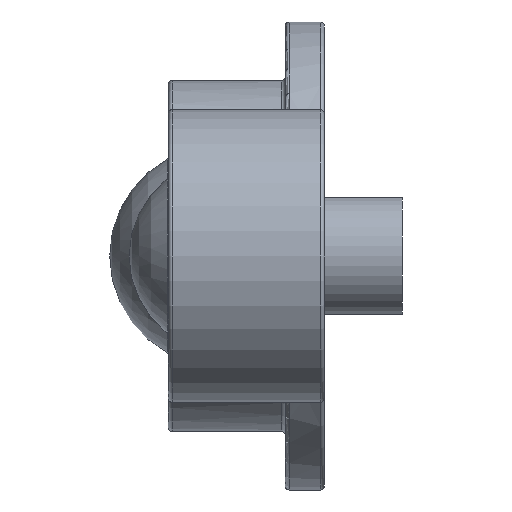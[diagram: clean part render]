
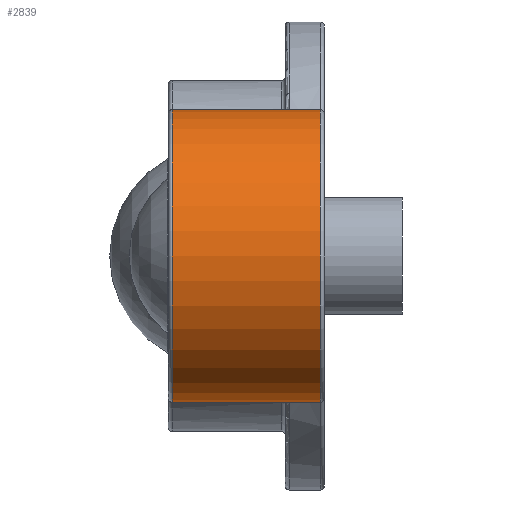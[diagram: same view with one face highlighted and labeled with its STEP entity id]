
A CAD part, left-side view. The second image highlights one B-rep face of the part: STEP entity #2839.
In plain terms, the highlighted cylindrical face has radius 37.5 mm (diameter 75 mm), a partial arc.
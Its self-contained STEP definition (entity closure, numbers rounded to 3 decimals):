
#108 = AXIS2_PLACEMENT_3D ( 'NONE', #715, #1566, #2946 ) ;
#350 = EDGE_CURVE ( 'NONE', #2057, #3188, #3979, .T. ) ;
#506 = EDGE_LOOP ( 'NONE', ( #2776, #1926, #3381, #3916 ) ) ;
#611 = CARTESIAN_POINT ( 'NONE',  ( -300., 39., 0. ) ) ;
#616 = DIRECTION ( 'NONE',  ( 0., 1., 0. ) ) ;
#715 = CARTESIAN_POINT ( 'NONE',  ( -300., 1., 0. ) ) ;
#748 = LINE ( 'NONE', #2044, #1591 ) ;
#975 = DIRECTION ( 'NONE',  ( 0., -1., 0. ) ) ;
#1096 = FACE_OUTER_BOUND ( 'NONE', #506, .T. ) ;
#1164 = CARTESIAN_POINT ( 'NONE',  ( -300., 39., -37.5 ) ) ;
#1353 = DIRECTION ( 'NONE',  ( 0., 1., 0. ) ) ;
#1517 = EDGE_CURVE ( 'NONE', #1599, #3188, #748, .T. ) ;
#1566 = DIRECTION ( 'NONE',  ( 0., 1., 0. ) ) ;
#1591 = VECTOR ( 'NONE', #3986, 1000. ) ;
#1599 = VERTEX_POINT ( 'NONE', #2793 ) ;
#1926 = ORIENTED_EDGE ( 'NONE', *, *, #3236, .T. ) ;
#2044 = CARTESIAN_POINT ( 'NONE',  ( -300., 0., -37.5 ) ) ;
#2057 = VERTEX_POINT ( 'NONE', #3861 ) ;
#2285 = VECTOR ( 'NONE', #616, 1000. ) ;
#2345 = DIRECTION ( 'NONE',  ( 0., 0., 1. ) ) ;
#2395 = CYLINDRICAL_SURFACE ( 'NONE', #2435, 37.5 ) ;
#2435 = AXIS2_PLACEMENT_3D ( 'NONE', #2996, #1353, #2345 ) ;
#2545 = CARTESIAN_POINT ( 'NONE',  ( -300., 0., 37.5 ) ) ;
#2776 = ORIENTED_EDGE ( 'NONE', *, *, #1517, .F. ) ;
#2793 = CARTESIAN_POINT ( 'NONE',  ( -300., 1., -37.5 ) ) ;
#2839 = ADVANCED_FACE ( 'NONE', ( #1096 ), #2395, .T. ) ;
#2868 = DIRECTION ( 'NONE',  ( 0., 0., 1. ) ) ;
#2946 = DIRECTION ( 'NONE',  ( 0., 0., 1. ) ) ;
#2996 = CARTESIAN_POINT ( 'NONE',  ( -300., 0., 0. ) ) ;
#3188 = VERTEX_POINT ( 'NONE', #1164 ) ;
#3201 = CARTESIAN_POINT ( 'NONE',  ( -300., 1., 37.5 ) ) ;
#3236 = EDGE_CURVE ( 'NONE', #1599, #3764, #3902, .T. ) ;
#3238 = AXIS2_PLACEMENT_3D ( 'NONE', #611, #975, #2868 ) ;
#3381 = ORIENTED_EDGE ( 'NONE', *, *, #3682, .T. ) ;
#3544 = LINE ( 'NONE', #2545, #2285 ) ;
#3682 = EDGE_CURVE ( 'NONE', #3764, #2057, #3544, .T. ) ;
#3764 = VERTEX_POINT ( 'NONE', #3201 ) ;
#3861 = CARTESIAN_POINT ( 'NONE',  ( -300., 39., 37.5 ) ) ;
#3902 = CIRCLE ( 'NONE', #108, 37.5 ) ;
#3916 = ORIENTED_EDGE ( 'NONE', *, *, #350, .T. ) ;
#3979 = CIRCLE ( 'NONE', #3238, 37.5 ) ;
#3986 = DIRECTION ( 'NONE',  ( 0., 1., 0. ) ) ;
